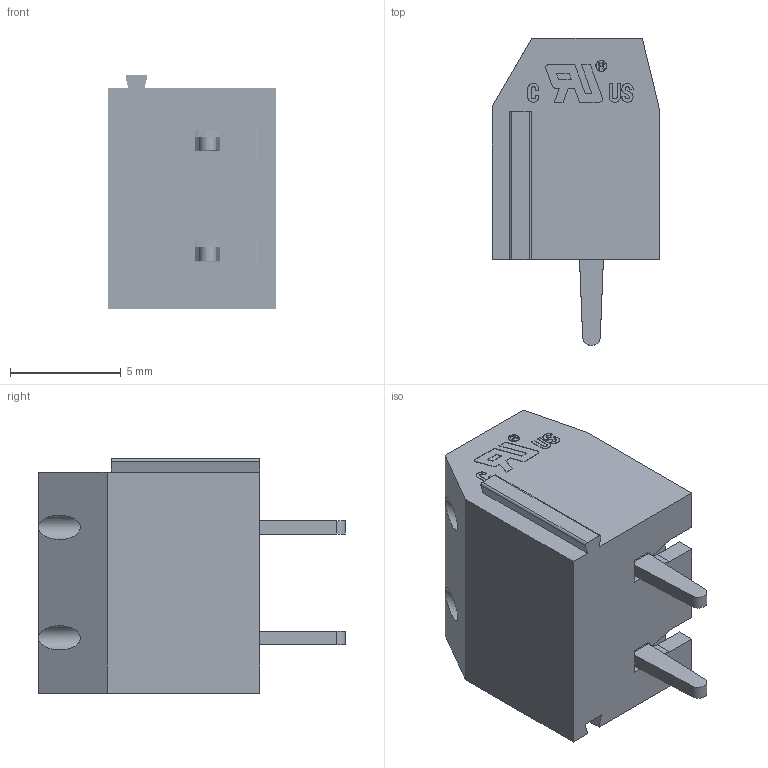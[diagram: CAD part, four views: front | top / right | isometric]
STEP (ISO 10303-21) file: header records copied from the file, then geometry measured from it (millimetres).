
FILE_DESCRIPTION(/* description */ (''),/* implementation_level */ '2;1');
FILE_NAME(/* name */ '2 PIN DG306-5 ORANGE - PITCH 5 mm.stp',/* time_stamp */ '2022-07-23T19:58:03+02:00',/* author */ ('JOSE LUIS'),/* organization */ (''),/* preprocessor_version */ 'ST-DEVELOPER v18',/* originating_system */ 'Autodesk Inventor 2020',/* authorisation */ '');
FILE_SCHEMA (('AUTOMOTIVE_DESIGN { 1 0 10303 214 3 1 1 }'));
Length unit declared in the file: millimetre
Products named in the file (1): 2 PIN DG306-5 ORANGE - PITCH 5 mm
Bounding box: 7.6 x 13.89 x 10.6 mm (x, y, z)
Volume: 62.3 mm3; surface area: 1580.9 mm2
Topology: 4 solids, 5 shells, 654 faces, 1813 edges, 1190 vertices
Faces by surface type: plane 338, bspline 191, cylinder 97, torus 18, cone 10
Full cylindrical faces by diameter (mm): 0.476 x1, 0.5 x1, 1.1 x2, 1.93 x2, 2.226 x2, 2.258 x4, 3.6 x6
Entity records: 35731 total; most frequent: CARTESIAN_POINT 19459, ORIENTED_EDGE 3610, DIRECTION 2573, EDGE_CURVE 1805, VERTEX_POINT 1186, LINE 1061, VECTOR 1061, AXIS2_PLACEMENT_3D 756
